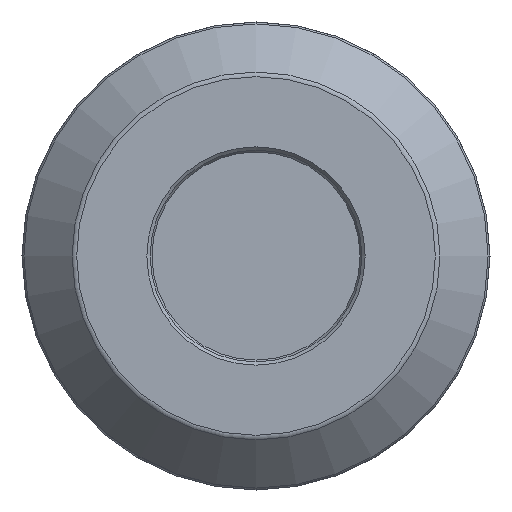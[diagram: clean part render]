
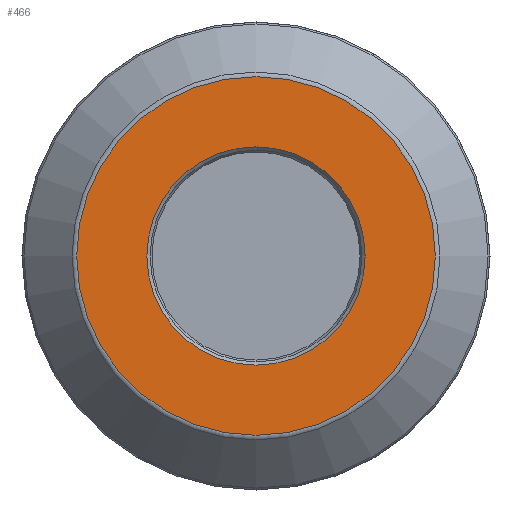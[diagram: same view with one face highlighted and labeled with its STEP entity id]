
A CAD part, left-side view. The second image highlights one B-rep face of the part: STEP entity #466.
In plain terms, the highlighted planar face has unit normal (-1, 0, 0).
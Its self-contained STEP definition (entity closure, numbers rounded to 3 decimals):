
#311=PLANE('',#1812);
#466=ADVANCED_FACE('',(#551,#552),#311,.F.);
#551=FACE_BOUND('',#649,.T.);
#552=FACE_BOUND('',#650,.T.);
#649=EDGE_LOOP('',(#961));
#650=EDGE_LOOP('',(#962));
#961=ORIENTED_EDGE('',*,*,#1541,.F.);
#962=ORIENTED_EDGE('',*,*,#1542,.T.);
#1323=VERTEX_POINT('',#3415);
#1324=VERTEX_POINT('',#3418);
#1541=EDGE_CURVE('',#1323,#1323,#1650,.T.);
#1542=EDGE_CURVE('',#1324,#1324,#1651,.T.);
#1650=CIRCLE('',#1809,27.586);
#1651=CIRCLE('',#1811,16.789);
#1809=AXIS2_PLACEMENT_3D('',#3414,#2178,#2179);
#1811=AXIS2_PLACEMENT_3D('',#3417,#2182,#2183);
#1812=AXIS2_PLACEMENT_3D('',#3419,#2184,#2185);
#2178=DIRECTION('',(1.,0.,0.));
#2179=DIRECTION('',(0.,0.,-1.));
#2182=DIRECTION('',(1.,0.,0.));
#2183=DIRECTION('',(0.,0.,-1.));
#2184=DIRECTION('',(1.,0.,0.));
#2185=DIRECTION('',(0.,0.,-1.));
#3414=CARTESIAN_POINT('',(0.,0.,0.));
#3415=CARTESIAN_POINT('',(0.,0.,-27.586));
#3417=CARTESIAN_POINT('',(0.,0.,0.));
#3418=CARTESIAN_POINT('',(0.,0.,-16.789));
#3419=CARTESIAN_POINT('',(0.,0.,0.));
